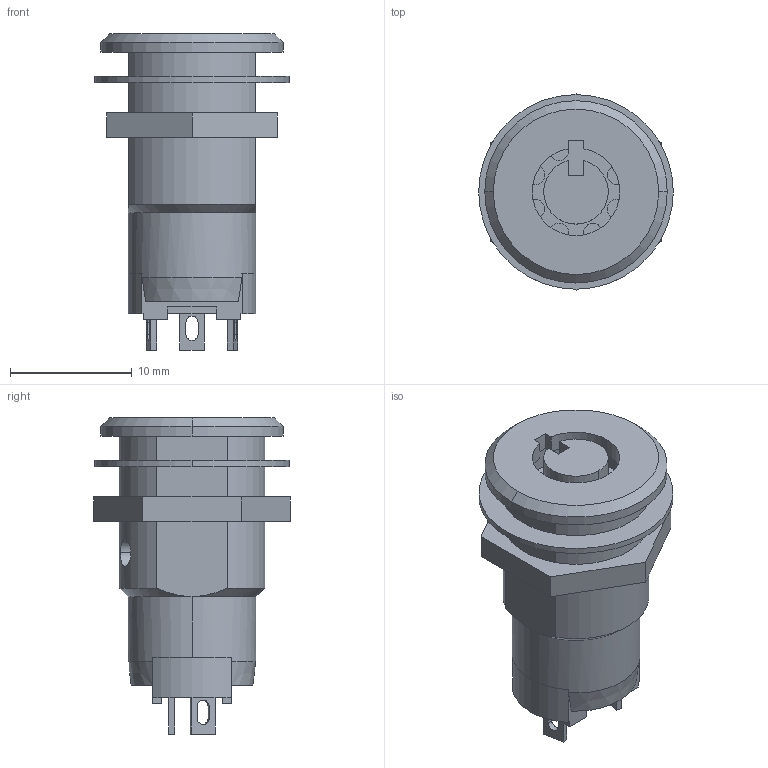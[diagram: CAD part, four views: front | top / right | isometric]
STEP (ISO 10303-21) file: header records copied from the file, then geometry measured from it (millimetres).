
FILE_DESCRIPTION (( 'STEP AP203' ), '1' );
FILE_NAME ('S-32-90-B.STEP', '2021-02-26T01:45:19', ( '' ), ( '' ), 'SwSTEP 2.0', 'SolidWorks 2018', '' );
FILE_SCHEMA (( 'CONFIG_CONTROL_DESIGN' ));
Length unit declared in the file: millimetre
Products named in the file (7): S-32-90-B_flat washer_; S-32-90-B_cylinder_; S-32-90-B_receiving plug_; S-32-90-B_plug_; S-32-90-B_switch_; S-32-90-B_hex nut_; S-32-90-B
Assembly tree (6 placements, depth 2):
  S-32-90-B
    S-32-90-B_cylinder_
    S-32-90-B_plug_
    S-32-90-B_receiving plug_
    S-32-90-B_switch_
    S-32-90-B_flat washer_
    S-32-90-B_hex nut_
Bounding box: 16 x 16.17 x 26 mm (x, y, z)
Volume: 2048.4 mm3; surface area: 3706.5 mm2
Topology: 6 solids, 6 shells, 201 faces, 493 edges, 319 vertices
Faces by surface type: plane 99, cylinder 80, cone 22
Entity records: 6842 total; most frequent: CARTESIAN_POINT 1158, DIRECTION 1083, ORIENTED_EDGE 982, EDGE_CURVE 491, AXIS2_PLACEMENT_3D 396, VERTEX_POINT 319, VECTOR 291, LINE 291
